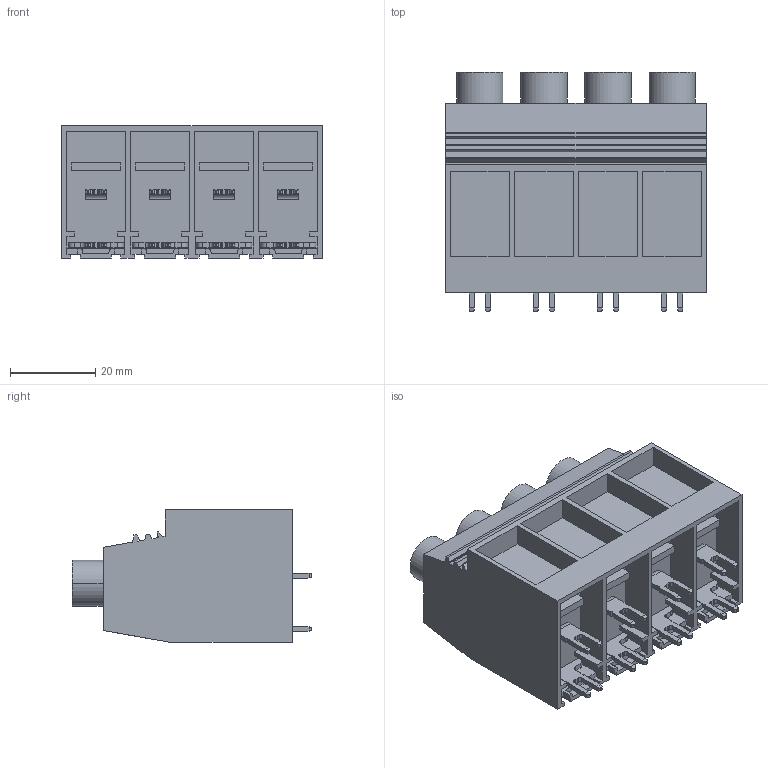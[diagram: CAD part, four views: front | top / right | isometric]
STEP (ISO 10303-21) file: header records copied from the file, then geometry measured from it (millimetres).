
FILE_DESCRIPTION(('CATIA V5 STEP Exchange','CAx-IF Rec.Pracs.--- Model Styling and Organization---1.2---2011-12-15'),'2;1');
FILE_NAME ('D1447668_0_1047150000_1047150000.stp','2016-10-28T10:53:21+00:00',('none'),('Weidmueller'),'CATIA Version 5-6 Release 2014','CATIA V5 STEP AP214','none');
FILE_SCHEMA(('AUTOMOTIVE_DESIGN { 1 0 10303 214 1 1 1 1 }'));
Length unit declared in the file: millimetre
Products named in the file (1): 1047150000_S
Bounding box: 61 x 56 x 31 mm (x, y, z)
Volume: 59574.5 mm3; surface area: 20829.2 mm2
Topology: 13 solids, 13 shells, 613 faces, 1762 edges, 1191 vertices
Faces by surface type: plane 447, cylinder 166
Entity records: 19281 total; most frequent: CARTESIAN_POINT 3869, ORIENTED_EDGE 3524, DIRECTION 2488, EDGE_CURVE 1762, VECTOR 1414, LINE 1414, VERTEX_POINT 1191, AXIS2_PLACEMENT_3D 676
